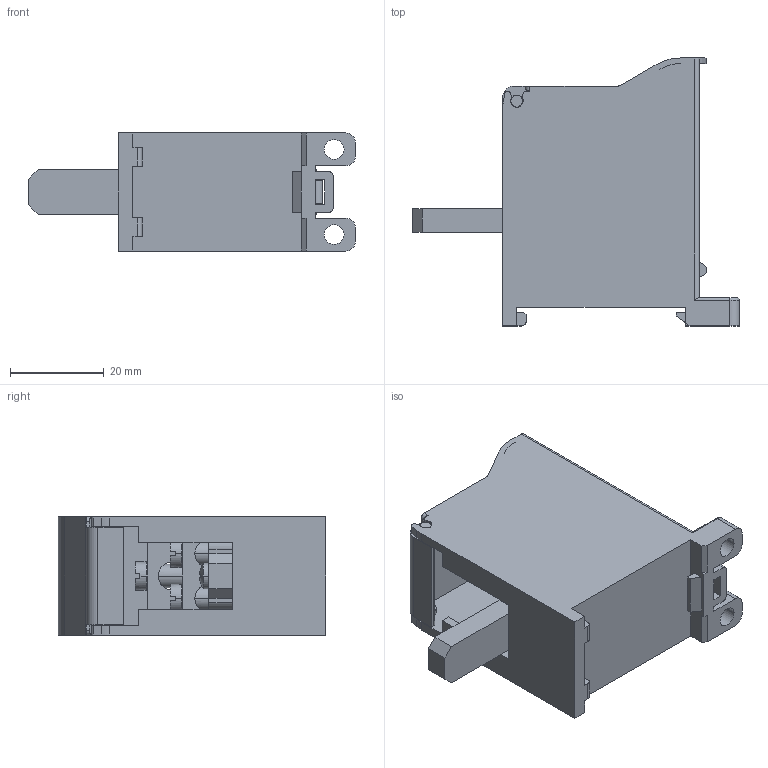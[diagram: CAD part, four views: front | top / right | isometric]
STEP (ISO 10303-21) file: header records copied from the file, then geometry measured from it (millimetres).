
FILE_DESCRIPTION((''),'2;1');
FILE_NAME('5YB576338_ASM','2023-11-30T',('dell'),(''),'PRO/ENGINEER BY PARAMETRIC TECHNOLOGY CORPORATION, 2013230','PRO/ENGINEER BY PARAMETRIC TECHNOLOGY CORPORATION, 2013230','');
FILE_SCHEMA(('AUTOMOTIVE_DESIGN { 1 0 10303 214 1 1 1 1 }'));
Length unit declared in the file: millimetre
Products named in the file (1): 5YB576338_ASM
Bounding box: 69.7 x 57.2 x 25.2 mm (x, y, z)
Volume: 34040.4 mm3; surface area: 18315.6 mm2
Topology: 1 solids, 4 shells, 359 faces, 1045 edges, 686 vertices
Faces by surface type: plane 179, cylinder 139, cone 17, torus 13, sphere 8, bspline 3
Entity records: 14055 total; most frequent: CARTESIAN_POINT 3009, ORIENTED_EDGE 2074, DIRECTION 2021, EDGE_CURVE 1037, AXIS2_PLACEMENT_3D 701, VERTEX_POINT 686, VECTOR 619, LINE 619
